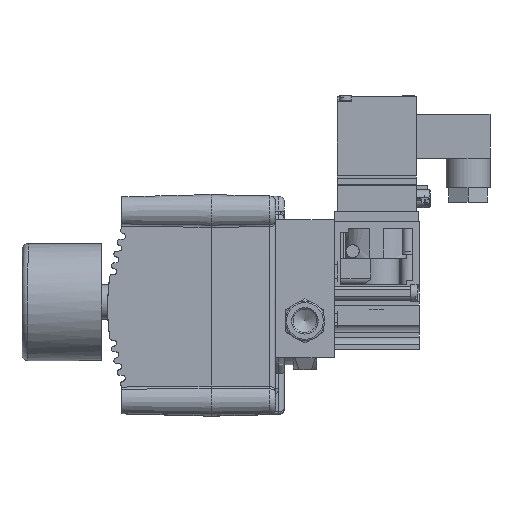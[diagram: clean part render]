
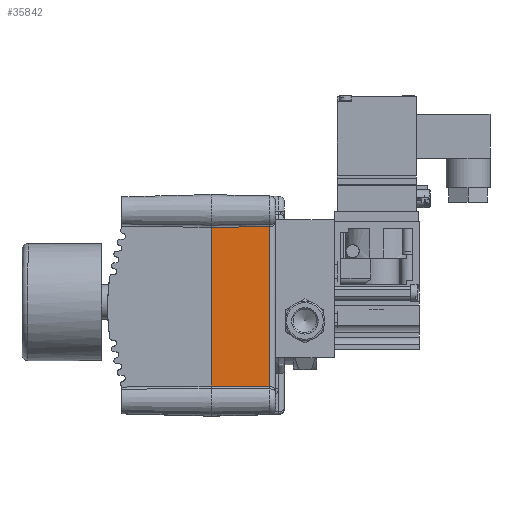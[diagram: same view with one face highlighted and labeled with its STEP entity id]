
A CAD part, left-side view. The second image highlights one B-rep face of the part: STEP entity #35842.
In plain terms, the highlighted planar face has unit normal (-1, -0.026, 0).
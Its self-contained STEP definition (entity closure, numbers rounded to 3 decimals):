
#553=B_SPLINE_CURVE_WITH_KNOTS('',3,(#69837,#69838,#69839,#69840,#69841,
#69842),.UNSPECIFIED.,.F.,.F.,(4,2,4),(0.,0.013,0.02),
 .UNSPECIFIED.);
#554=B_SPLINE_CURVE_WITH_KNOTS('',3,(#69845,#69846,#69847,#69848,#69849,
#69850,#69851),.UNSPECIFIED.,.F.,.F.,(4,3,4),(0.,0.013,
0.02),.UNSPECIFIED.);
#1711=PLANE('',#38608);
#3408=FACE_OUTER_BOUND('',#5633,.T.);
#5633=EDGE_LOOP('',(#27727,#27728,#27729,#27730));
#8342=LINE('',#69835,#11774);
#8343=LINE('',#69844,#11775);
#11774=VECTOR('',#44788,54.578);
#11775=VECTOR('',#44789,54.089);
#16526=VERTEX_POINT('',#62563);
#16533=VERTEX_POINT('',#63574);
#16626=VERTEX_POINT('',#69836);
#16627=VERTEX_POINT('',#69843);
#20703=EDGE_CURVE('',#16533,#16526,#8342,.T.);
#20704=EDGE_CURVE('',#16526,#16626,#553,.T.);
#20705=EDGE_CURVE('',#16627,#16626,#8343,.T.);
#20706=EDGE_CURVE('',#16627,#16533,#554,.T.);
#27727=ORIENTED_EDGE('',*,*,#20703,.T.);
#27728=ORIENTED_EDGE('',*,*,#20704,.T.);
#27729=ORIENTED_EDGE('',*,*,#20705,.F.);
#27730=ORIENTED_EDGE('',*,*,#20706,.T.);
#35842=ADVANCED_FACE('',(#3408),#1711,.T.);
#38608=AXIS2_PLACEMENT_3D('',#69834,#44786,#44787);
#44786=DIRECTION('center_axis',(-1.,-0.026,
0.));
#44787=DIRECTION('ref_axis',(0.,0.,1.));
#44788=DIRECTION('',(0.,0.,1.));
#44789=DIRECTION('',(0.,0.,1.));
#62563=CARTESIAN_POINT('',(-127.714,-20.86,10.019));
#63574=CARTESIAN_POINT('',(-127.714,-20.86,-44.559));
#69834=CARTESIAN_POINT('Origin',(-128.226,-1.307,10.265));
#69835=CARTESIAN_POINT('',(-127.714,-20.86,-44.559));
#69836=CARTESIAN_POINT('',(-128.239,-0.807,9.766));
#69837=CARTESIAN_POINT('Ctrl Pts',(-127.714,-20.86,
10.019));
#69838=CARTESIAN_POINT('Ctrl Pts',(-127.826,-16.602,
9.964));
#69839=CARTESIAN_POINT('Ctrl Pts',(-127.937,-12.344,
9.91));
#69840=CARTESIAN_POINT('Ctrl Pts',(-128.112,-5.659,9.826));
#69841=CARTESIAN_POINT('Ctrl Pts',(-128.176,-3.233,
9.796));
#69842=CARTESIAN_POINT('Ctrl Pts',(-128.239,-0.807,
9.766));
#69843=CARTESIAN_POINT('',(-128.239,-0.807,-44.323));
#69844=CARTESIAN_POINT('',(-128.239,-0.807,-44.323));
#69845=CARTESIAN_POINT('Ctrl Pts',(-128.239,-0.807,
-44.323));
#69846=CARTESIAN_POINT('Ctrl Pts',(-128.126,-5.149,
-44.373));
#69847=CARTESIAN_POINT('Ctrl Pts',(-128.012,-9.49,-44.423));
#69848=CARTESIAN_POINT('Ctrl Pts',(-127.898,-13.832,
-44.475));
#69849=CARTESIAN_POINT('Ctrl Pts',(-127.837,-16.175,-44.503));
#69850=CARTESIAN_POINT('Ctrl Pts',(-127.776,-18.517,
-44.531));
#69851=CARTESIAN_POINT('Ctrl Pts',(-127.714,-20.86,
-44.559));
